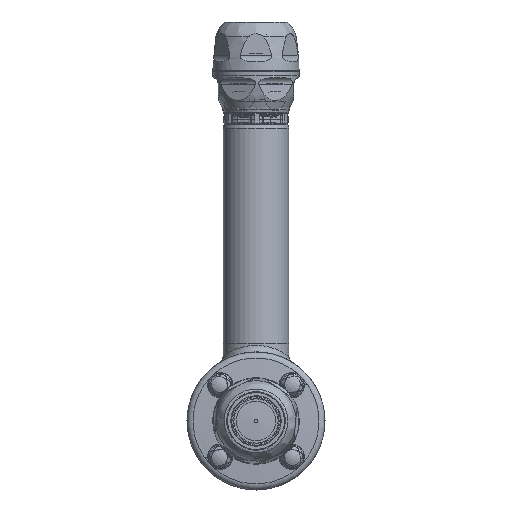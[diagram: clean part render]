
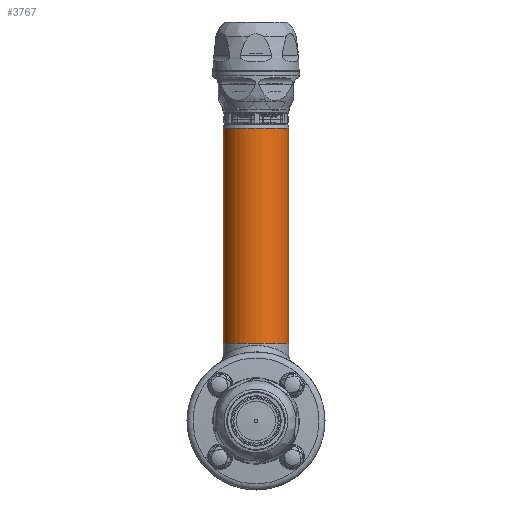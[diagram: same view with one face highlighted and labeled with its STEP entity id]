
A CAD part, front view. The second image highlights one B-rep face of the part: STEP entity #3767.
In plain terms, the highlighted cylindrical face has radius 15 mm (diameter 30 mm), a full revolution.
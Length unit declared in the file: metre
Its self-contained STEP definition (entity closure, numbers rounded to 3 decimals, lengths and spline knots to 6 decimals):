
#3767=ADVANCED_FACE('NONE',(#7621,#7622),#7623,.T.);
#3859=EDGE_CURVE('NONE',#7760,#7760,#7761,.T.);
#3869=EDGE_CURVE('NONE',#7774,#7774,#7775,.T.);
#7621=FACE_OUTER_BOUND('',#16204,.T.);
#7622=FACE_OUTER_BOUND('',#16205,.T.);
#7623=CYLINDRICAL_SURFACE('',#16206,0.015);
#7760=VERTEX_POINT('',#17045);
#7761=CIRCLE('',#17046,0.015);
#7774=VERTEX_POINT('',#17065);
#7775=CIRCLE('',#17066,0.015);
#16204=EDGE_LOOP('',(#22736));
#16205=EDGE_LOOP('',(#22737));
#16206=AXIS2_PLACEMENT_3D('',#22738,#22739,#22740);
#17045=CARTESIAN_POINT('',(0.015,0.,0.));
#17046=AXIS2_PLACEMENT_3D('',#22813,#22814,#22815);
#17065=CARTESIAN_POINT('',(0.015,0.,0.098134));
#17066=AXIS2_PLACEMENT_3D('',#22826,#22827,#22828);
#22736=ORIENTED_EDGE('',*,*,#3859,.T.);
#22737=ORIENTED_EDGE('',*,*,#3869,.T.);
#22738=CARTESIAN_POINT('',(0.,0.0,0.1));
#22739=DIRECTION('',(0.,0.,-1.0));
#22740=DIRECTION('',(-1.0,0.,0.0));
#22813=CARTESIAN_POINT('',(0.0,0.0,0.0));
#22814=DIRECTION('',(0.,0.,1.0));
#22815=DIRECTION('',(1.0,0.,0.));
#22826=CARTESIAN_POINT('',(0.,0.0,0.098134));
#22827=DIRECTION('',(0.,0.,-1.0));
#22828=DIRECTION('',(1.0,0.,0.0));
